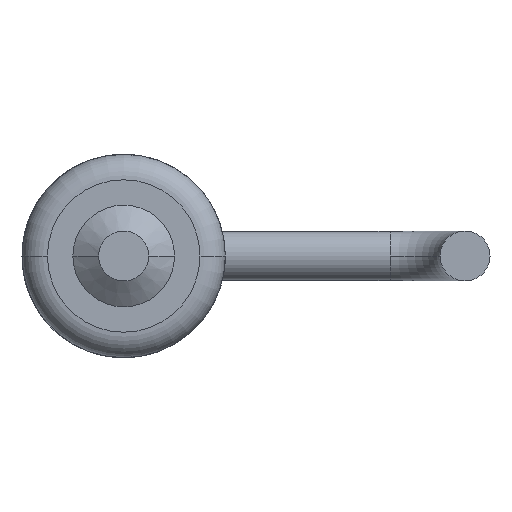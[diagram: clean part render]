
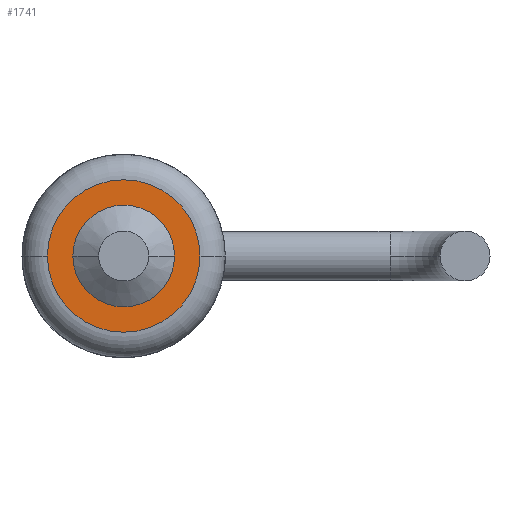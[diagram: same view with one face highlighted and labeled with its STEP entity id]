
A CAD part, front view. The second image highlights one B-rep face of the part: STEP entity #1741.
In plain terms, the highlighted planar face has unit normal (0, -1, 0).
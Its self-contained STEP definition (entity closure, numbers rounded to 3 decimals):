
#195 = EDGE_CURVE ( 'NONE', #1643, #4443, #2055, .T. ) ;
#217 = DIRECTION ( 'NONE',  ( 0., 1., 0. ) ) ;
#397 = CARTESIAN_POINT ( 'NONE',  ( -0.851, 1.21, 0. ) ) ;
#423 = CARTESIAN_POINT ( 'NONE',  ( -0.568, 1.21, 0. ) ) ;
#624 = VERTEX_POINT ( 'NONE', #1877 ) ;
#626 = CARTESIAN_POINT ( 'NONE',  ( 0.568, 1.21, 0. ) ) ;
#1189 = CIRCLE ( 'NONE', #1762, 0.851 ) ;
#1195 = EDGE_CURVE ( 'NONE', #2841, #624, #2329, .T. ) ;
#1326 = DIRECTION ( 'NONE',  ( 0., -1., 0. ) ) ;
#1332 = ORIENTED_EDGE ( 'NONE', *, *, #2606, .T. ) ;
#1366 = PLANE ( 'NONE',  #4303 ) ;
#1643 = VERTEX_POINT ( 'NONE', #423 ) ;
#1741 = ADVANCED_FACE ( 'NONE', ( #2935, #2634 ), #1366, .F. ) ;
#1762 = AXIS2_PLACEMENT_3D ( 'NONE', #3115, #1326, #2334 ) ;
#1808 = DIRECTION ( 'NONE',  ( 0., -1., 0. ) ) ;
#1877 = CARTESIAN_POINT ( 'NONE',  ( 0.851, 1.21, 0. ) ) ;
#2055 = CIRCLE ( 'NONE', #3946, 0.568 ) ;
#2128 = EDGE_LOOP ( 'NONE', ( #3624, #3919 ) ) ;
#2133 = DIRECTION ( 'NONE',  ( 0., -1., 0. ) ) ;
#2329 = CIRCLE ( 'NONE', #3261, 0.851 ) ;
#2334 = DIRECTION ( 'NONE',  ( 1., 0., 0. ) ) ;
#2606 = EDGE_CURVE ( 'NONE', #624, #2841, #1189, .T. ) ;
#2634 = FACE_OUTER_BOUND ( 'NONE', #3305, .T. ) ;
#2637 = CARTESIAN_POINT ( 'NONE',  ( 0., 1.21, 0. ) ) ;
#2660 = DIRECTION ( 'NONE',  ( 0., -1., 0. ) ) ;
#2708 = CARTESIAN_POINT ( 'NONE',  ( -0.851, 1.21, 0. ) ) ;
#2735 = DIRECTION ( 'NONE',  ( -1., 0., 0. ) ) ;
#2782 = AXIS2_PLACEMENT_3D ( 'NONE', #3818, #1808, #4319 ) ;
#2841 = VERTEX_POINT ( 'NONE', #397 ) ;
#2935 = FACE_BOUND ( 'NONE', #2128, .T. ) ;
#3115 = CARTESIAN_POINT ( 'NONE',  ( 0., 1.21, 0. ) ) ;
#3261 = AXIS2_PLACEMENT_3D ( 'NONE', #2637, #2660, #4016 ) ;
#3305 = EDGE_LOOP ( 'NONE', ( #1332, #3400 ) ) ;
#3388 = EDGE_CURVE ( 'NONE', #4443, #1643, #3721, .T. ) ;
#3400 = ORIENTED_EDGE ( 'NONE', *, *, #1195, .T. ) ;
#3567 = DIRECTION ( 'NONE',  ( 1., 0., 0. ) ) ;
#3624 = ORIENTED_EDGE ( 'NONE', *, *, #3388, .F. ) ;
#3721 = CIRCLE ( 'NONE', #2782, 0.568 ) ;
#3818 = CARTESIAN_POINT ( 'NONE',  ( 0., 1.21, 0. ) ) ;
#3919 = ORIENTED_EDGE ( 'NONE', *, *, #195, .F. ) ;
#3946 = AXIS2_PLACEMENT_3D ( 'NONE', #4224, #2133, #3567 ) ;
#4016 = DIRECTION ( 'NONE',  ( 1., 0., 0. ) ) ;
#4224 = CARTESIAN_POINT ( 'NONE',  ( 0., 1.21, 0. ) ) ;
#4303 = AXIS2_PLACEMENT_3D ( 'NONE', #2708, #217, #2735 ) ;
#4319 = DIRECTION ( 'NONE',  ( 1., 0., 0. ) ) ;
#4443 = VERTEX_POINT ( 'NONE', #626 ) ;
